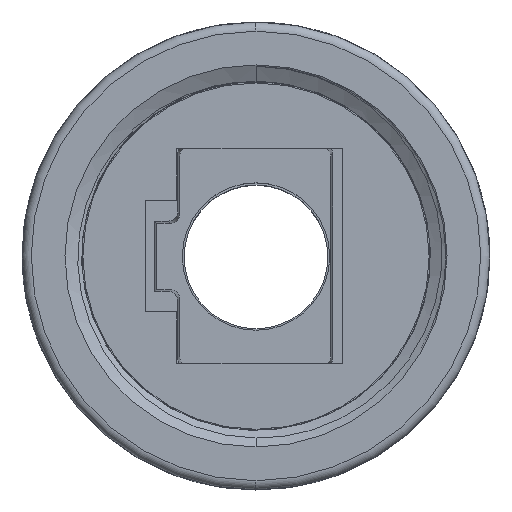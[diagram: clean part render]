
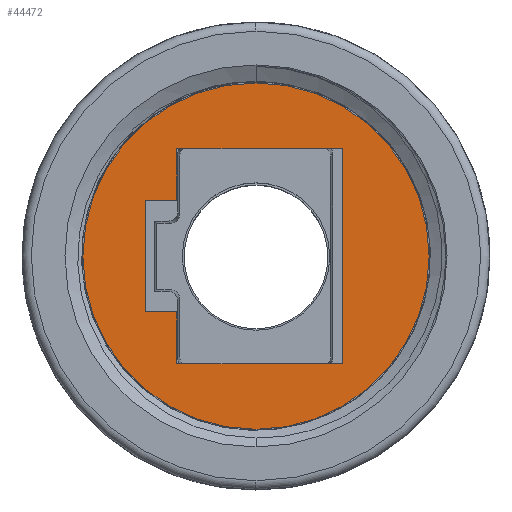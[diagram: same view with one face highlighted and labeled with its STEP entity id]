
A CAD part, top view. The second image highlights one B-rep face of the part: STEP entity #44472.
In plain terms, the highlighted planar face has unit normal (0, 0, 1).
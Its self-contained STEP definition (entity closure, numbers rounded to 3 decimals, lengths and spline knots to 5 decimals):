
#12821 = ORIENTED_EDGE ( 'NONE', *, *, #44443, .F. ) ;
#13012 = VERTEX_POINT ( 'NONE', #82220 ) ;
#25669 = VERTEX_POINT ( 'NONE', #91638 ) ;
#25896 = VERTEX_POINT ( 'NONE', #91866 ) ;
#44443 = EDGE_CURVE ( 'NONE', #44834, #25669, #98647, .T. ) ;
#44458 = VERTEX_POINT ( 'NONE', #98549 ) ;
#44461 = ORIENTED_EDGE ( 'NONE', *, *, #44508, .F. ) ;
#44462 = VERTEX_POINT ( 'NONE', #98548 ) ;
#44472 = ADVANCED_FACE ( 'NONE', ( #98629, #98627 ), #98609, .T. ) ;
#44488 = VERTEX_POINT ( 'NONE', #98653 ) ;
#44493 = EDGE_CURVE ( 'NONE', #44860, #44834, #97671, .T. ) ;
#44508 = EDGE_CURVE ( 'NONE', #44488, #44572, #97677, .T. ) ;
#44531 = ORIENTED_EDGE ( 'NONE', *, *, #44579, .F. ) ;
#44532 = ORIENTED_EDGE ( 'NONE', *, *, #44617, .F. ) ;
#44533 = VERTEX_POINT ( 'NONE', #98745 ) ;
#44542 = EDGE_CURVE ( 'NONE', #44458, #44488, #98738, .T. ) ;
#44572 = VERTEX_POINT ( 'NONE', #98733 ) ;
#44573 = EDGE_CURVE ( 'NONE', #44462, #44860, #98788, .T. ) ;
#44578 = ORIENTED_EDGE ( 'NONE', *, *, #44493, .F. ) ;
#44579 = EDGE_CURVE ( 'NONE', #44572, #44462, #98729, .T. ) ;
#44585 = ORIENTED_EDGE ( 'NONE', *, *, #44601, .F. ) ;
#44586 = EDGE_LOOP ( 'NONE', ( #44585, #44606 ) ) ;
#44601 = EDGE_CURVE ( 'NONE', #13012, #25896, #98789, .T. ) ;
#44606 = ORIENTED_EDGE ( 'NONE', *, *, #44899, .F. ) ;
#44613 = ORIENTED_EDGE ( 'NONE', *, *, #44812, .F. ) ;
#44617 = EDGE_CURVE ( 'NONE', #25669, #44533, #98768, .T. ) ;
#44812 = EDGE_CURVE ( 'NONE', #44533, #44458, #98821, .T. ) ;
#44820 = ORIENTED_EDGE ( 'NONE', *, *, #44573, .F. ) ;
#44821 = EDGE_LOOP ( 'NONE', ( #12821, #44578, #44820, #44531, #44461, #44828, #44613, #44532 ) ) ;
#44828 = ORIENTED_EDGE ( 'NONE', *, *, #44542, .F. ) ;
#44834 = VERTEX_POINT ( 'NONE', #98822 ) ;
#44860 = VERTEX_POINT ( 'NONE', #98815 ) ;
#44899 = EDGE_CURVE ( 'NONE', #25896, #13012, #98753, .T. ) ;
#82220 = CARTESIAN_POINT ( 'NONE',  ( 24.74951, -3.09873, 0.03937 ) ) ;
#91638 = CARTESIAN_POINT ( 'NONE',  ( 24.60935, -2.92943, 0.03937 ) ) ;
#91866 = CARTESIAN_POINT ( 'NONE',  ( 24.00935, -3.09873, 0.03937 ) ) ;
#97666 = DIRECTION ( 'NONE',  ( 1., 0., 0. ) ) ;
#97667 = VECTOR ( 'NONE', #97666, 39.37008 ) ;
#97668 = CARTESIAN_POINT ( 'NONE',  ( 24.37943, -3.28376, 0.03937 ) ) ;
#97671 = LINE ( 'NONE', #97668, #97667 ) ;
#97674 = DIRECTION ( 'NONE',  ( 0., -1., 0. ) ) ;
#97675 = VECTOR ( 'NONE', #97674, 39.37008 ) ;
#97676 = CARTESIAN_POINT ( 'NONE',  ( 24.26034, -2.89597, 0.03937 ) ) ;
#97677 = LINE ( 'NONE', #97676, #97675 ) ;
#98456 = CARTESIAN_POINT ( 'NONE',  ( 24.00935, -3.4688, 0.03937 ) ) ;
#98548 = CARTESIAN_POINT ( 'NONE',  ( 24.14951, -2.92943, 0.03937 ) ) ;
#98549 = CARTESIAN_POINT ( 'NONE',  ( 24.49853, -2.8625, 0.03937 ) ) ;
#98609 = PLANE ( 'NONE',  #98644 ) ;
#98627 = FACE_OUTER_BOUND ( 'NONE', #44586, .T. ) ;
#98629 = FACE_BOUND ( 'NONE', #44821, .T. ) ;
#98643 = DIRECTION ( 'NONE',  ( 0., 1., 0. ) ) ;
#98644 = AXIS2_PLACEMENT_3D ( 'NONE', #98456, #98689, #98688 ) ;
#98647 = LINE ( 'NONE', #98650, #98649 ) ;
#98649 = VECTOR ( 'NONE', #98643, 39.37008 ) ;
#98650 = CARTESIAN_POINT ( 'NONE',  ( 24.60935, -3.1066, 0.03937 ) ) ;
#98653 = CARTESIAN_POINT ( 'NONE',  ( 24.26034, -2.8625, 0.03937 ) ) ;
#98688 = DIRECTION ( 'NONE',  ( 1., 0., 0. ) ) ;
#98689 = DIRECTION ( 'NONE',  ( 0., 0., 1. ) ) ;
#98729 = LINE ( 'NONE', #98783, #98782 ) ;
#98731 = DIRECTION ( 'NONE',  ( -1., 0., 0. ) ) ;
#98732 = VECTOR ( 'NONE', #98731, 39.37008 ) ;
#98733 = CARTESIAN_POINT ( 'NONE',  ( 24.26034, -2.92943, 0.03937 ) ) ;
#98738 = LINE ( 'NONE', #98740, #98732 ) ;
#98740 = CARTESIAN_POINT ( 'NONE',  ( 24.37943, -2.86251, 0.03937 ) ) ;
#98745 = CARTESIAN_POINT ( 'NONE',  ( 24.49853, -2.92943, 0.03937 ) ) ;
#98753 = CIRCLE ( 'NONE', #98813, 0.37008 ) ;
#98767 = CARTESIAN_POINT ( 'NONE',  ( 24.55394, -2.92943, 0.03937 ) ) ;
#98768 = LINE ( 'NONE', #98767, #98777 ) ;
#98770 = DIRECTION ( 'NONE',  ( -1., 0., 0. ) ) ;
#98773 = DIRECTION ( 'NONE',  ( 1., 0., 0. ) ) ;
#98774 = DIRECTION ( 'NONE',  ( 0., 0., -1. ) ) ;
#98775 = CARTESIAN_POINT ( 'NONE',  ( 24.37943, -3.09873, 0.03937 ) ) ;
#98777 = VECTOR ( 'NONE', #98770, 39.37008 ) ;
#98781 = DIRECTION ( 'NONE',  ( -1., 0., 0. ) ) ;
#98782 = VECTOR ( 'NONE', #98781, 39.37008 ) ;
#98783 = CARTESIAN_POINT ( 'NONE',  ( 24.20492, -2.92943, 0.03937 ) ) ;
#98784 = AXIS2_PLACEMENT_3D ( 'NONE', #98775, #98774, #98773 ) ;
#98785 = DIRECTION ( 'NONE',  ( 0., -1., 0. ) ) ;
#98786 = VECTOR ( 'NONE', #98785, 39.37008 ) ;
#98787 = CARTESIAN_POINT ( 'NONE',  ( 24.14951, -3.1066, 0.03937 ) ) ;
#98788 = LINE ( 'NONE', #98787, #98786 ) ;
#98789 = CIRCLE ( 'NONE', #98784, 0.37008 ) ;
#98810 = DIRECTION ( 'NONE',  ( 1., 0., 0. ) ) ;
#98811 = DIRECTION ( 'NONE',  ( 0., 0., -1. ) ) ;
#98812 = CARTESIAN_POINT ( 'NONE',  ( 24.37943, -3.09873, 0.03937 ) ) ;
#98813 = AXIS2_PLACEMENT_3D ( 'NONE', #98812, #98811, #98810 ) ;
#98815 = CARTESIAN_POINT ( 'NONE',  ( 24.14951, -3.28376, 0.03937 ) ) ;
#98816 = DIRECTION ( 'NONE',  ( 0., 1., 0. ) ) ;
#98817 = VECTOR ( 'NONE', #98816, 39.37008 ) ;
#98818 = CARTESIAN_POINT ( 'NONE',  ( 24.49853, -2.89597, 0.03937 ) ) ;
#98821 = LINE ( 'NONE', #98818, #98817 ) ;
#98822 = CARTESIAN_POINT ( 'NONE',  ( 24.60935, -3.28376, 0.03937 ) ) ;
